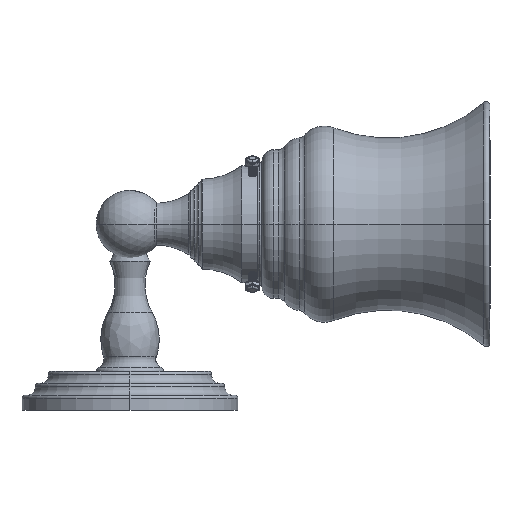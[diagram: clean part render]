
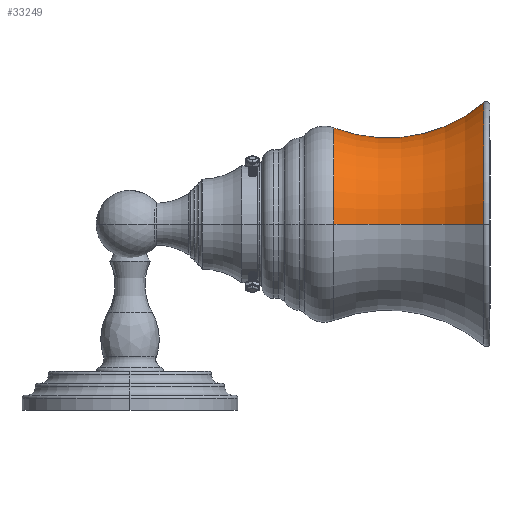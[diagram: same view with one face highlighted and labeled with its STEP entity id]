
A CAD part, left-side view. The second image highlights one B-rep face of the part: STEP entity #33249.
In plain terms, the highlighted toroidal (fillet/blend) face has major radius 124.12 mm and minor radius 78.486 mm.
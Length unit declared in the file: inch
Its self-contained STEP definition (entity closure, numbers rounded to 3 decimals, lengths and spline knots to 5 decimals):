
#32803=CARTESIAN_POINT('',(-6.053,-4.252,3.881));
#32804=DIRECTION('',(0.,1.,0.));
#32805=DIRECTION('',(-1.,0.,0.));
#32806=AXIS2_PLACEMENT_3D('',#32803,#32804,#32805);
#32808=CARTESIAN_POINT('',(-6.053,-7.37663,3.881));
#32809=DIRECTION('',(0.,-1.,0.));
#32810=DIRECTION('',(1.,0.,0.));
#32811=AXIS2_PLACEMENT_3D('',#32808,#32809,#32810);
#32813=CARTESIAN_POINT('',(-10.93961,-5.37389,3.881));
#32814=DIRECTION('',(0.,0.,-1.));
#32815=DIRECTION('',(0.932,0.363,0.));
#32816=AXIS2_PLACEMENT_3D('',#32813,#32814,#32815);
#32823=CARTESIAN_POINT('',(-1.16639,-5.37389,3.881));
#32824=DIRECTION('',(0.,0.,1.));
#32825=DIRECTION('',(-0.932,0.363,0.));
#32826=AXIS2_PLACEMENT_3D('',#32823,#32824,#32825);
#32999=CARTESIAN_POINT('',(-8.06047,-4.252,3.881));
#33000=CARTESIAN_POINT('',(-4.04553,-4.252,3.881));
#33001=VERTEX_POINT('',#32999);
#33002=VERTEX_POINT('',#33000);
#33015=CARTESIAN_POINT('',(-8.58649,-7.37663,3.881));
#33016=VERTEX_POINT('',#33015);
#33017=CARTESIAN_POINT('',(-3.51951,-7.37663,3.881));
#33018=VERTEX_POINT('',#33017);
#33235=CARTESIAN_POINT('',(-6.053,-5.37389,3.881));
#33236=DIRECTION('',(0.,1.,0.));
#33237=DIRECTION('',(1.,0.,0.));
#33238=AXIS2_PLACEMENT_3D('',#33235,#33236,#33237);
#33239=TOROIDAL_SURFACE('',#33238,4.88661,3.09);
#33241=ORIENTED_EDGE('',*,*,#33240,.F.);
#33242=ORIENTED_EDGE('',*,*,#33217,.T.);
#33244=ORIENTED_EDGE('',*,*,#33243,.T.);
#33246=ORIENTED_EDGE('',*,*,#33245,.T.);
#33247=EDGE_LOOP('',(#33241,#33242,#33244,#33246));
#33248=FACE_OUTER_BOUND('',#33247,.F.);
#33249=ADVANCED_FACE('',(#33248),#33239,.F.);
#32807=CIRCLE('',#32806,2.00747);
#32812=CIRCLE('',#32811,2.53349);
#32817=CIRCLE('',#32816,3.09);
#32827=CIRCLE('',#32826,3.09);
#33217=EDGE_CURVE('',#33001,#33002,#32807,.T.);
#33240=EDGE_CURVE('',#33001,#33016,#32817,.T.);
#33243=EDGE_CURVE('',#33002,#33018,#32827,.T.);
#33245=EDGE_CURVE('',#33018,#33016,#32812,.T.);
